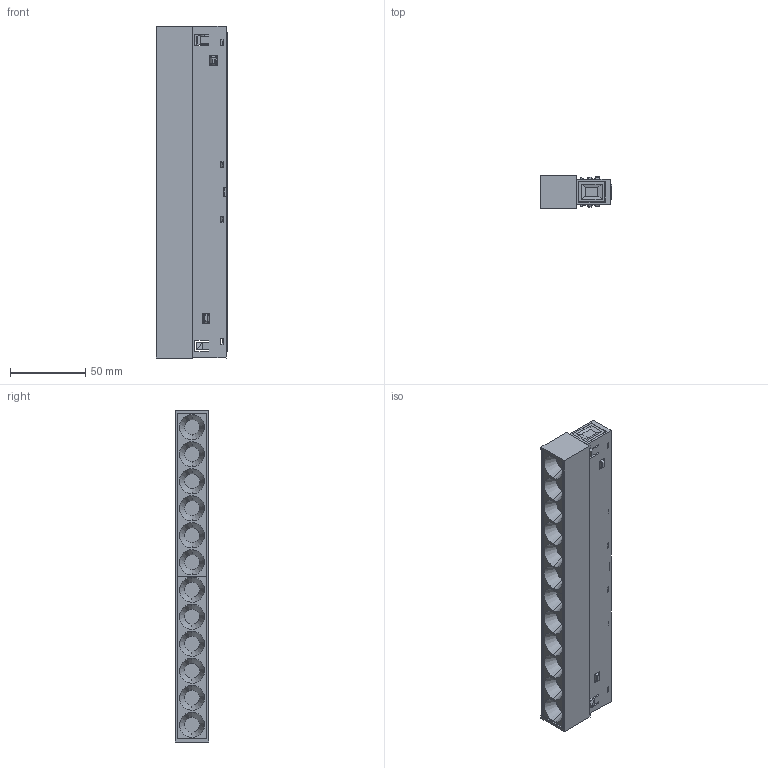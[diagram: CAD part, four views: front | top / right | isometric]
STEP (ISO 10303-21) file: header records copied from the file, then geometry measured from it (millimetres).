
FILE_DESCRIPTION((''),'2;1');
FILE_NAME('202-220_ASM','2022-06-08T',('Administrator'),(''),'PRO/ENGINEER BY PARAMETRIC TECHNOLOGY CORPORATION, 2014320','PRO/ENGINEER BY PARAMETRIC TECHNOLOGY CORPORATION, 2014320','');
FILE_SCHEMA(('CONFIG_CONTROL_DESIGN'));
Length unit declared in the file: millimetre
Products named in the file (20): DENGTONG220; TOUJING-6; ZHEGUAGNZHAO-6; GUANGYUANBAN-6; GESHAN-6_ASM; PRODUCT_3623; PRODUCT_17911; PRT0017; PRT0018; PRODUCT_13219; PRODUCT_11967_ASM; PRODUCT_16583; PRODUCT_10681_ASM; PRT0019; PRT0020; PRT0021; PRODUCT_23275; PRODUCT_15503_ASM; __ASM; 202-220_ASM
Assembly tree (23 placements, depth 6):
  202-220_ASM
    DENGTONG220
    GESHAN-6_ASM  x2
      TOUJING-6
      ZHEGUAGNZHAO-6
      GUANGYUANBAN-6
    __ASM
      PRODUCT_15503_ASM
        PRODUCT_3623
        PRODUCT_17911
        PRT0017  x2
        PRODUCT_10681_ASM
          PRODUCT_11967_ASM  x2
            PRT0018
            PRODUCT_13219
          PRODUCT_16583
        PRT0019
        PRT0020  x2
        PRT0021
        PRODUCT_23275
Bounding box: 47.6 x 22 x 220 mm (x, y, z)
Volume: 80537.2 mm3; surface area: 120912 mm2
Topology: 21 solids, 21 shells, 2275 faces, 6107 edges, 3892 vertices
Faces by surface type: plane 1538, cylinder 376, cone 193, bspline 80, sphere 48, extrusion 38, torus 2
Entity records: 53854 total; most frequent: CARTESIAN_POINT 13702, ORIENTED_EDGE 8548, DIRECTION 7791, EDGE_CURVE 4274, VECTOR 3183, LINE 3164, VERTEX_POINT 2769, AXIS2_PLACEMENT_3D 2304
